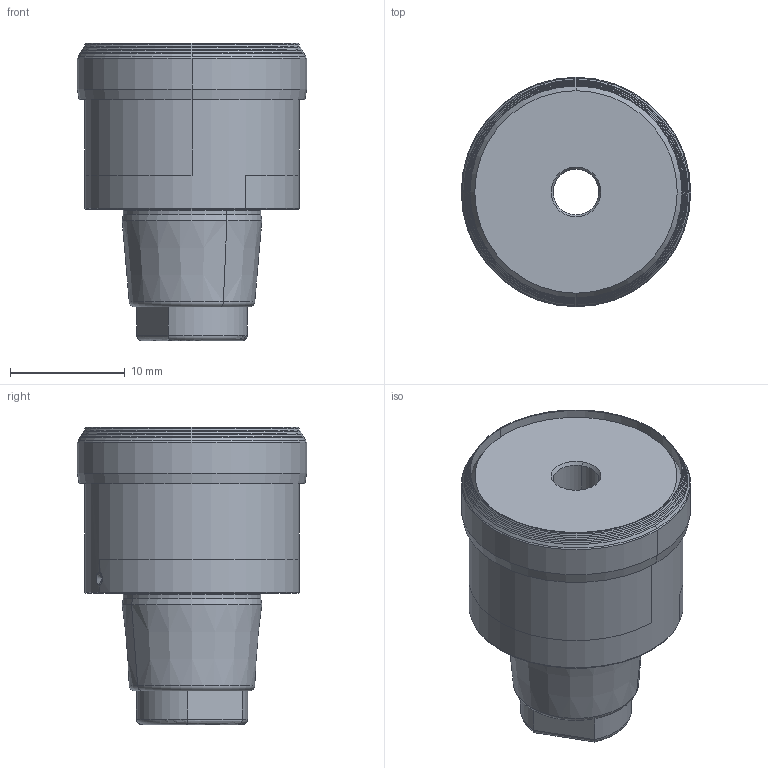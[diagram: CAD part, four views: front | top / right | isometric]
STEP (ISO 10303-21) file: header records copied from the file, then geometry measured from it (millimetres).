
FILE_DESCRIPTION((''),'2;1');
FILE_NAME('DEX','2021-12-01T10:45:12',('weissd'),(''),'CREO PARAMETRIC BY PTC INC, 2019030','CREO PARAMETRIC BY PTC INC, 2019030','');
FILE_SCHEMA(('AP242_MANAGED_MODEL_BASED_3D_ENGINEERING_MIM_LF { 1 0 10303 442 1 1 4 }'));
Length unit declared in the file: millimetre
Products named in the file (1): DEX
Bounding box: 20.02 x 20.02 x 25.95 mm (x, y, z)
Volume: 4576 mm3; surface area: 2715.4 mm2
Topology: 2 solids, 2 shells, 81 faces, 177 edges, 99 vertices
Faces by surface type: cone 46, cylinder 18, plane 9, torus 6, bspline 2
Entity records: 3155 total; most frequent: CARTESIAN_POINT 542, DIRECTION 425, ORIENTED_EDGE 350, PRESENTATION_STYLE_ASSIGNMENT 202, STYLED_ITEM 180, CURVE_STYLE 178, EDGE_CURVE 175, AXIS2_PLACEMENT_3D 174
